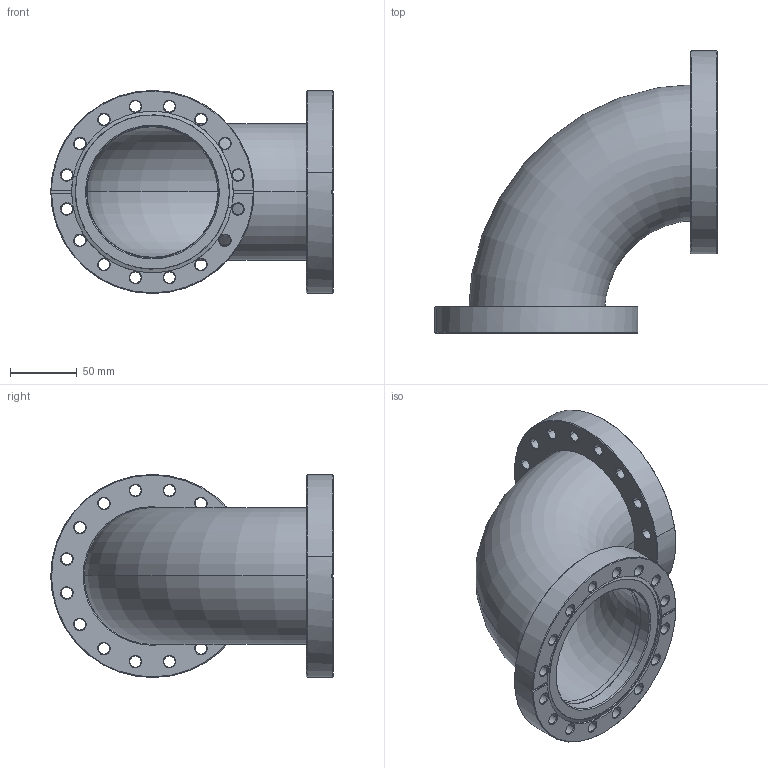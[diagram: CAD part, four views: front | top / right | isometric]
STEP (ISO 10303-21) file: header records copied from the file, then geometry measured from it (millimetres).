
FILE_DESCRIPTION (( 'STEP AP214' ), '1' );
FILE_NAME ('Hositrad_FE100-100-Elbow.STEP', '2015-09-24T15:32:37', ( '' ), ( '' ), 'SwSTEP 2.0', 'SolidWorks 2015', '' );
FILE_SCHEMA (( 'AUTOMOTIVE_DESIGN' ));
Length unit declared in the file: millimetre
Products named in the file (3): NW100CF-weld_CF100-102; Elbow-All_OD 101,6 R1,2; Hositrad_FE100-100-Elbow
Assembly tree (3 placements, depth 2):
  Hositrad_FE100-100-Elbow
    Elbow-All_OD 101,6 R1,2
    NW100CF-weld_CF100-102  x2
Bounding box: 210.7 x 210.7 x 151.6 mm (x, y, z)
Volume: 483557.8 mm3; surface area: 209970.2 mm2
Topology: 3 solids, 3 shells, 270 faces, 636 edges, 374 vertices
Faces by surface type: cone 154, cylinder 88, plane 24, torus 4
Entity records: 4661 total; most frequent: DIRECTION 821, CARTESIAN_POINT 695, ORIENTED_EDGE 672, AXIS2_PLACEMENT_3D 341, EDGE_CURVE 336, VERTEX_POINT 199, CIRCLE 193, EDGE_LOOP 179
